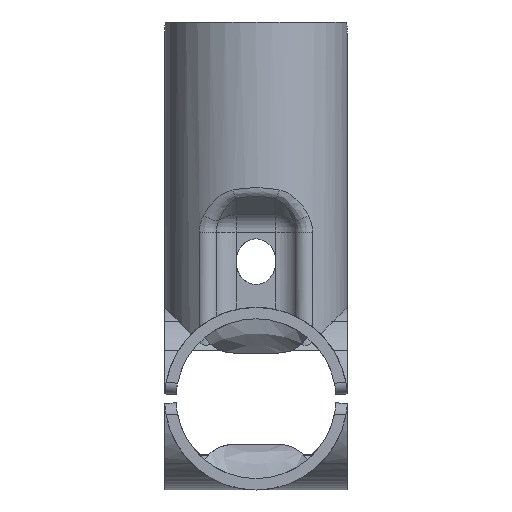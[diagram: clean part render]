
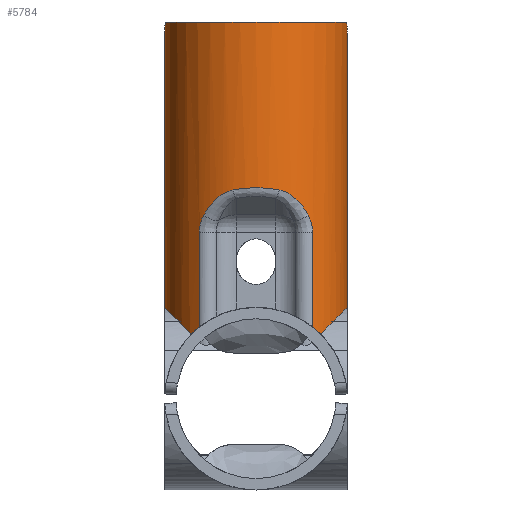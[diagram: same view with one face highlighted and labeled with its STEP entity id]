
A CAD part, front view. The second image highlights one B-rep face of the part: STEP entity #5784.
In plain terms, the highlighted cylindrical face has radius 16 mm (diameter 32 mm), a partial arc.
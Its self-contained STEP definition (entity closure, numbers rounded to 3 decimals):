
#4160=CARTESIAN_POINT('',(15.978,0.837,-15.978));
#4161=VERTEX_POINT('',#4160);
#4169=CARTESIAN_POINT('',(9.926,12.549,-9.926));
#4170=VERTEX_POINT('',#4169);
#4171=CARTESIAN_POINT('',(0.0,0.0,0.0));
#4172=DIRECTION('',(0.707,0.0,0.707));
#4173=DIRECTION('',(-0.707,0.0,0.707));
#4174=AXIS2_PLACEMENT_3D('',#4171,#4172,#4173);
#4175=ELLIPSE('',#4174,22.627,16.);
#4176=EDGE_CURVE('',#4161,#4170,#4175,.T.);
#4249=CARTESIAN_POINT('',(-9.926,12.549,-9.926));
#4250=VERTEX_POINT('',#4249);
#4271=CARTESIAN_POINT('',(-15.978,0.837,-15.978));
#4272=VERTEX_POINT('',#4271);
#4273=CARTESIAN_POINT('',(0.0,0.0,0.0));
#4274=DIRECTION('',(-0.707,0.0,0.707));
#4275=DIRECTION('',(0.707,0.0,0.707));
#4276=AXIS2_PLACEMENT_3D('',#4273,#4274,#4275);
#4277=ELLIPSE('',#4276,22.627,16.);
#4278=EDGE_CURVE('',#4250,#4272,#4277,.T.);
#4847=CARTESIAN_POINT('',(9.175,13.108,-32.15));
#4848=VERTEX_POINT('',#4847);
#4858=CARTESIAN_POINT('',(4.,15.492,-36.594));
#4859=VERTEX_POINT('',#4858);
#4860=CARTESIAN_POINT('',(4.,15.492,-36.594));
#4861=CARTESIAN_POINT('',(5.065,15.217,-36.392));
#4862=CARTESIAN_POINT('',(7.204,14.39,-35.142));
#4863=CARTESIAN_POINT('',(8.556,13.541,-33.282));
#4864=CARTESIAN_POINT('',(9.175,13.108,-32.15));
#4865=B_SPLINE_CURVE_WITH_KNOTS('',3,(#4860,#4861,#4862,#4863,#4864),.UNSPECIFIED.,.F.,.U.,(4,1,4),(0.0,0.295,0.688),.UNSPECIFIED.);
#4866=EDGE_CURVE('',#4859,#4848,#4865,.T.);
#4907=CARTESIAN_POINT('',(-4.,15.492,-36.594));
#4908=VERTEX_POINT('',#4907);
#4924=CARTESIAN_POINT('',(0.0,0.0,-25.22));
#4925=DIRECTION('',(0.0,-0.592,-0.806));
#4926=DIRECTION('',(0.0,0.806,-0.592));
#4927=AXIS2_PLACEMENT_3D('',#4924,#4925,#4926);
#4928=ELLIPSE('',#4927,19.849,16.);
#4929=EDGE_CURVE('',#4908,#4859,#4928,.T.);
#4966=CARTESIAN_POINT('',(-9.175,13.108,-32.15));
#4967=VERTEX_POINT('',#4966);
#4968=CARTESIAN_POINT('',(-9.175,13.108,-32.15));
#4969=CARTESIAN_POINT('',(-8.711,13.433,-32.999));
#4970=CARTESIAN_POINT('',(-7.785,14.022,-34.341));
#4971=CARTESIAN_POINT('',(-6.012,14.866,-35.884));
#4972=CARTESIAN_POINT('',(-4.71,15.309,-36.46));
#4973=CARTESIAN_POINT('',(-4.,15.492,-36.594));
#4974=B_SPLINE_CURVE_WITH_KNOTS('',3,(#4968,#4969,#4970,#4971,#4972,#4973),.UNSPECIFIED.,.F.,.U.,(4,1,1,4),(0.0,0.295,0.491,0.688),.UNSPECIFIED.);
#4975=EDGE_CURVE('',#4967,#4908,#4974,.T.);
#5023=CARTESIAN_POINT('',(9.926,12.549,-29.135));
#5024=VERTEX_POINT('',#5023);
#5032=CARTESIAN_POINT('',(9.175,13.108,-32.15));
#5033=CARTESIAN_POINT('',(9.673,12.76,-31.241));
#5034=CARTESIAN_POINT('',(9.926,12.549,-30.189));
#5035=CARTESIAN_POINT('',(9.926,12.549,-29.135));
#5036=B_SPLINE_CURVE_WITH_KNOTS('',3,(#5032,#5033,#5034,#5035),.UNSPECIFIED.,.F.,.U.,(4,4),(3.742,4.058),.UNSPECIFIED.);
#5037=EDGE_CURVE('',#4848,#5024,#5036,.T.);
#5056=CARTESIAN_POINT('',(9.926,12.549,-29.135));
#5057=DIRECTION('',(0.0,0.0,1.0));
#5058=VECTOR('',#5057,19.209);
#5059=LINE('',#5056,#5058);
#5060=EDGE_CURVE('',#5024,#4170,#5059,.T.);
#5092=CARTESIAN_POINT('',(-9.926,12.549,-29.135));
#5093=VERTEX_POINT('',#5092);
#5109=CARTESIAN_POINT('',(-9.926,12.549,-29.135));
#5110=CARTESIAN_POINT('',(-9.926,12.549,-30.189));
#5111=CARTESIAN_POINT('',(-9.673,12.76,-31.241));
#5112=CARTESIAN_POINT('',(-9.175,13.108,-32.15));
#5113=B_SPLINE_CURVE_WITH_KNOTS('',3,(#5109,#5110,#5111,#5112),.UNSPECIFIED.,.F.,.U.,(4,4),(-0.316,0.0),.UNSPECIFIED.);
#5114=EDGE_CURVE('',#5093,#4967,#5113,.T.);
#5127=CARTESIAN_POINT('',(-9.926,12.549,-9.926));
#5128=DIRECTION('',(0.0,0.0,-1.0));
#5129=VECTOR('',#5128,19.209);
#5130=LINE('',#5127,#5129);
#5131=EDGE_CURVE('',#4250,#5093,#5130,.T.);
#5336=CARTESIAN_POINT('',(-15.978,0.837,-64.0));
#5337=VERTEX_POINT('',#5336);
#5344=CARTESIAN_POINT('',(-15.748,2.828,-66.0));
#5345=VERTEX_POINT('',#5344);
#5346=CARTESIAN_POINT('',(-15.748,2.828,-66.0));
#5347=CARTESIAN_POINT('',(-15.793,2.58,-66.0));
#5348=CARTESIAN_POINT('',(-15.834,2.314,-65.95));
#5349=CARTESIAN_POINT('',(-15.898,1.824,-65.746));
#5350=CARTESIAN_POINT('',(-15.921,1.599,-65.592));
#5351=CARTESIAN_POINT('',(-15.952,1.245,-65.237));
#5352=CARTESIAN_POINT('',(-15.963,1.091,-65.012));
#5353=CARTESIAN_POINT('',(-15.976,0.888,-64.519));
#5354=CARTESIAN_POINT('',(-15.978,0.837,-64.251));
#5355=CARTESIAN_POINT('',(-15.978,0.837,-64.));
#5356=B_SPLINE_CURVE_WITH_KNOTS('',3,(#5346,#5347,#5348,#5349,#5350,#5351,#5352,#5353,#5354,#5355),.UNSPECIFIED.,.F.,.U.,(4,2,2,2,4),(0.304,0.38,0.455,0.53,0.606),.UNSPECIFIED.);
#5357=EDGE_CURVE('',#5345,#5337,#5356,.T.);
#5374=CARTESIAN_POINT('',(15.748,2.828,-66.0));
#5375=VERTEX_POINT('',#5374);
#5376=CARTESIAN_POINT('',(0.0,0.0,-66.0));
#5377=DIRECTION('',(0.0,0.0,1.0));
#5378=DIRECTION('',(-1.0,0.0,0.0));
#5379=AXIS2_PLACEMENT_3D('',#5376,#5377,#5378);
#5380=CIRCLE('',#5379,16.0);
#5381=EDGE_CURVE('',#5375,#5345,#5380,.T.);
#5536=CARTESIAN_POINT('',(15.978,0.837,-64.0));
#5537=VERTEX_POINT('',#5536);
#5538=CARTESIAN_POINT('',(15.978,0.837,-64.0));
#5539=CARTESIAN_POINT('',(15.978,0.837,-64.251));
#5540=CARTESIAN_POINT('',(15.976,0.888,-64.519));
#5541=CARTESIAN_POINT('',(15.963,1.091,-65.012));
#5542=CARTESIAN_POINT('',(15.952,1.245,-65.237));
#5543=CARTESIAN_POINT('',(15.921,1.599,-65.592));
#5544=CARTESIAN_POINT('',(15.898,1.824,-65.746));
#5545=CARTESIAN_POINT('',(15.834,2.314,-65.95));
#5546=CARTESIAN_POINT('',(15.793,2.58,-66.0));
#5547=CARTESIAN_POINT('',(15.748,2.828,-66.0));
#5548=B_SPLINE_CURVE_WITH_KNOTS('',3,(#5538,#5539,#5540,#5541,#5542,#5543,#5544,#5545,#5546,#5547),.UNSPECIFIED.,.F.,.U.,(4,2,2,2,4),(0.606,0.681,0.757,0.832,0.908),.UNSPECIFIED.);
#5549=EDGE_CURVE('',#5537,#5375,#5548,.T.);
#5568=CARTESIAN_POINT('',(15.978,0.837,-64.0));
#5569=DIRECTION('',(0.0,0.0,1.0));
#5570=VECTOR('',#5569,48.022);
#5571=LINE('',#5568,#5570);
#5572=EDGE_CURVE('',#5537,#4161,#5571,.T.);
#5741=CARTESIAN_POINT('',(-15.978,0.837,-15.978));
#5742=DIRECTION('',(0.0,0.0,-1.0));
#5743=VECTOR('',#5742,48.022);
#5744=LINE('',#5741,#5743);
#5745=EDGE_CURVE('',#4272,#5337,#5744,.T.);
#5763=CARTESIAN_POINT('',(0.0,0.0,0.0));
#5764=DIRECTION('',(0.0,0.0,1.0));
#5765=DIRECTION('',(-1.0,0.0,0.0));
#5766=AXIS2_PLACEMENT_3D('',#5763,#5764,#5765);
#5767=CYLINDRICAL_SURFACE('',#5766,16.0);
#5768=ORIENTED_EDGE('',*,*,#5131,.T.);
#5769=ORIENTED_EDGE('',*,*,#5114,.T.);
#5770=ORIENTED_EDGE('',*,*,#4975,.T.);
#5771=ORIENTED_EDGE('',*,*,#4929,.T.);
#5772=ORIENTED_EDGE('',*,*,#4866,.T.);
#5773=ORIENTED_EDGE('',*,*,#5037,.T.);
#5774=ORIENTED_EDGE('',*,*,#5060,.T.);
#5775=ORIENTED_EDGE('',*,*,#4176,.F.);
#5776=ORIENTED_EDGE('',*,*,#5572,.F.);
#5777=ORIENTED_EDGE('',*,*,#5549,.T.);
#5778=ORIENTED_EDGE('',*,*,#5381,.T.);
#5779=ORIENTED_EDGE('',*,*,#5357,.T.);
#5780=ORIENTED_EDGE('',*,*,#5745,.F.);
#5781=ORIENTED_EDGE('',*,*,#4278,.F.);
#5782=EDGE_LOOP('',(#5768,#5769,#5770,#5771,#5772,#5773,#5774,#5775,#5776,#5777,#5778,#5779,#5780,#5781));
#5783=FACE_OUTER_BOUND('',#5782,.T.);
#5784=ADVANCED_FACE('',(#5783),#5767,.T.);
